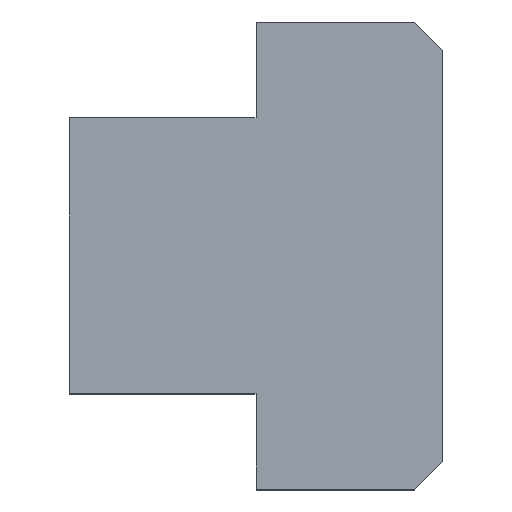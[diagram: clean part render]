
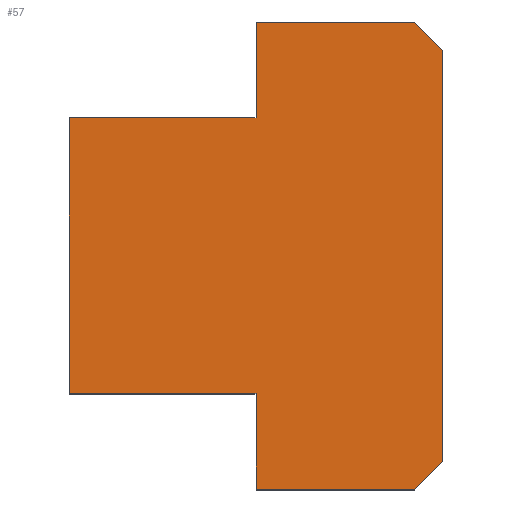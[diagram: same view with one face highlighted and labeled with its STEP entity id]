
A CAD part, top view. The second image highlights one B-rep face of the part: STEP entity #57.
In plain terms, the highlighted planar face has unit normal (0, 0, 1).
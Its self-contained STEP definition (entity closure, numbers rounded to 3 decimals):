
#57 = ADVANCED_FACE( '', ( #115 ), #116, .T. );
#115 = FACE_OUTER_BOUND( '', #172, .T. );
#116 = PLANE( '', #173 );
#172 = EDGE_LOOP( '', ( #271, #272, #273, #274, #275, #276, #277, #278, #279, #280 ) );
#173 = AXIS2_PLACEMENT_3D( '', #281, #282, #283 );
#271 = ORIENTED_EDGE( '', *, *, #360, .T. );
#272 = ORIENTED_EDGE( '', *, *, #324, .T. );
#273 = ORIENTED_EDGE( '', *, *, #358, .T. );
#274 = ORIENTED_EDGE( '', *, *, #349, .T. );
#275 = ORIENTED_EDGE( '', *, *, #352, .T. );
#276 = ORIENTED_EDGE( '', *, *, #330, .T. );
#277 = ORIENTED_EDGE( '', *, *, #361, .T. );
#278 = ORIENTED_EDGE( '', *, *, #335, .T. );
#279 = ORIENTED_EDGE( '', *, *, #362, .T. );
#280 = ORIENTED_EDGE( '', *, *, #355, .T. );
#281 = CARTESIAN_POINT( '', ( 0., 0., 20. ) );
#282 = DIRECTION( '', ( 0., 0., 1. ) );
#283 = DIRECTION( '', ( 1., 0., 0. ) );
#324 = EDGE_CURVE( '', #376, #374, #377, .T. );
#330 = EDGE_CURVE( '', #387, #385, #388, .T. );
#335 = EDGE_CURVE( '', #396, #394, #397, .T. );
#349 = EDGE_CURVE( '', #417, #415, #418, .T. );
#352 = EDGE_CURVE( '', #415, #387, #421, .T. );
#355 = EDGE_CURVE( '', #425, #423, #426, .T. );
#358 = EDGE_CURVE( '', #374, #417, #429, .T. );
#360 = EDGE_CURVE( '', #423, #376, #431, .T. );
#361 = EDGE_CURVE( '', #385, #396, #432, .T. );
#362 = EDGE_CURVE( '', #394, #425, #433, .T. );
#374 = VERTEX_POINT( '', #448 );
#376 = VERTEX_POINT( '', #451 );
#377 = LINE( '', #452, #453 );
#385 = VERTEX_POINT( '', #463 );
#387 = VERTEX_POINT( '', #466 );
#388 = LINE( '', #467, #468 );
#394 = VERTEX_POINT( '', #476 );
#396 = VERTEX_POINT( '', #479 );
#397 = LINE( '', #480, #481 );
#415 = VERTEX_POINT( '', #507 );
#417 = VERTEX_POINT( '', #510 );
#418 = LINE( '', #511, #512 );
#421 = LINE( '', #516, #517 );
#423 = VERTEX_POINT( '', #519 );
#425 = VERTEX_POINT( '', #522 );
#426 = LINE( '', #523, #524 );
#429 = LINE( '', #528, #529 );
#431 = LINE( '', #531, #532 );
#432 = LINE( '', #533, #534 );
#433 = LINE( '', #535, #536 );
#448 = CARTESIAN_POINT( '', ( 0., -11.8, 20. ) );
#451 = CARTESIAN_POINT( '', ( -16., -11.8, 20. ) );
#452 = CARTESIAN_POINT( '', ( -16., -11.8, 20. ) );
#453 = VECTOR( '', #548, 1000. );
#463 = CARTESIAN_POINT( '', ( 16., 17.6, 20. ) );
#466 = CARTESIAN_POINT( '', ( 16., -17.6, 20. ) );
#467 = CARTESIAN_POINT( '', ( 16., -17.6, 20. ) );
#468 = VECTOR( '', #555, 1000. );
#476 = CARTESIAN_POINT( '', ( 0., 20., 20. ) );
#479 = CARTESIAN_POINT( '', ( 13.6, 20., 20. ) );
#480 = CARTESIAN_POINT( '', ( 13.6, 20., 20. ) );
#481 = VECTOR( '', #559, 1000. );
#507 = CARTESIAN_POINT( '', ( 13.6, -20., 20. ) );
#510 = CARTESIAN_POINT( '', ( 0., -20., 20. ) );
#511 = CARTESIAN_POINT( '', ( 0., -20., 20. ) );
#512 = VECTOR( '', #572, 1000. );
#516 = CARTESIAN_POINT( '', ( 13.6, -20., 20. ) );
#517 = VECTOR( '', #574, 1000. );
#519 = CARTESIAN_POINT( '', ( -16., 11.8, 20. ) );
#522 = CARTESIAN_POINT( '', ( 0., 11.8, 20. ) );
#523 = CARTESIAN_POINT( '', ( 0., 11.8, 20. ) );
#524 = VECTOR( '', #576, 1000. );
#528 = CARTESIAN_POINT( '', ( 0., -11.8, 20. ) );
#529 = VECTOR( '', #578, 1000. );
#531 = CARTESIAN_POINT( '', ( -16., 11.8, 20. ) );
#532 = VECTOR( '', #579, 1000. );
#533 = CARTESIAN_POINT( '', ( 16., 17.6, 20. ) );
#534 = VECTOR( '', #580, 1000. );
#535 = CARTESIAN_POINT( '', ( 0., 20., 20. ) );
#536 = VECTOR( '', #581, 1000. );
#548 = DIRECTION( '', ( 1., 0., 0. ) );
#555 = DIRECTION( '', ( 0., 1., 0. ) );
#559 = DIRECTION( '', ( -1., 0., 0. ) );
#572 = DIRECTION( '', ( 1., 0., 0. ) );
#574 = DIRECTION( '', ( 0.707, 0.707, 0. ) );
#576 = DIRECTION( '', ( -1., 0., 0. ) );
#578 = DIRECTION( '', ( 0., -1., 0. ) );
#579 = DIRECTION( '', ( 0., -1., 0. ) );
#580 = DIRECTION( '', ( -0.707, 0.707, 0. ) );
#581 = DIRECTION( '', ( 0., -1., 0. ) );
